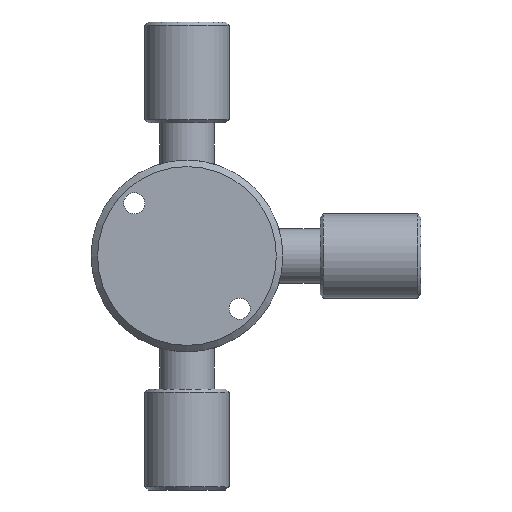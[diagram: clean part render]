
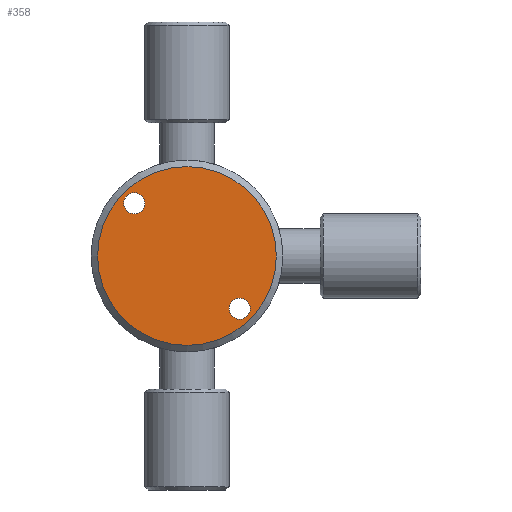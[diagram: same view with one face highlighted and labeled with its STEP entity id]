
A CAD part, left-side view. The second image highlights one B-rep face of the part: STEP entity #358.
In plain terms, the highlighted planar face has unit normal (-1, 0, 0).
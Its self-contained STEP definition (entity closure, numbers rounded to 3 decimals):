
#86=CARTESIAN_POINT('',(0.0,10.352,0.));
#87=VERTEX_POINT('',#86);
#88=CARTESIAN_POINT('',(0.0,0.0,0.0));
#89=DIRECTION('',(1.0,0.0,0.0));
#90=DIRECTION('',(0.0,-1.0,0.0));
#91=AXIS2_PLACEMENT_3D('',#88,#89,#90);
#92=CIRCLE('',#91,10.352);
#93=EDGE_CURVE('',#87,#87,#92,.T.);
#301=CARTESIAN_POINT('',(0.0,6.107,7.327));
#302=VERTEX_POINT('',#301);
#303=CARTESIAN_POINT('',(0.0,6.107,6.107));
#304=DIRECTION('',(1.0,0.0,0.0));
#305=DIRECTION('',(0.0,0.0,-1.0));
#306=AXIS2_PLACEMENT_3D('',#303,#304,#305);
#307=CIRCLE('',#306,1.22);
#308=EDGE_CURVE('',#302,#302,#307,.T.);
#336=CARTESIAN_POINT('',(0.0,5.556,0.0));
#337=DIRECTION('',(-1.0,0.0,0.0));
#338=DIRECTION('',(0.0,0.0,1.0));
#339=AXIS2_PLACEMENT_3D('',#336,#337,#338);
#340=PLANE('',#339);
#341=ORIENTED_EDGE('',*,*,#93,.F.);
#342=EDGE_LOOP('',(#341));
#343=FACE_OUTER_BOUND('',#342,.T.);
#344=CARTESIAN_POINT('',(0.0,-6.107,-4.887));
#345=VERTEX_POINT('',#344);
#346=CARTESIAN_POINT('',(0.0,-6.107,-6.107));
#347=DIRECTION('',(1.0,0.0,0.0));
#348=DIRECTION('',(0.0,0.0,-1.0));
#349=AXIS2_PLACEMENT_3D('',#346,#347,#348);
#350=CIRCLE('',#349,1.22);
#351=EDGE_CURVE('',#345,#345,#350,.T.);
#352=ORIENTED_EDGE('',*,*,#351,.T.);
#353=EDGE_LOOP('',(#352));
#354=FACE_BOUND('',#353,.T.);
#355=ORIENTED_EDGE('',*,*,#308,.T.);
#356=EDGE_LOOP('',(#355));
#357=FACE_BOUND('',#356,.T.);
#358=ADVANCED_FACE('',(#343,#354,#357),#340,.T.);
